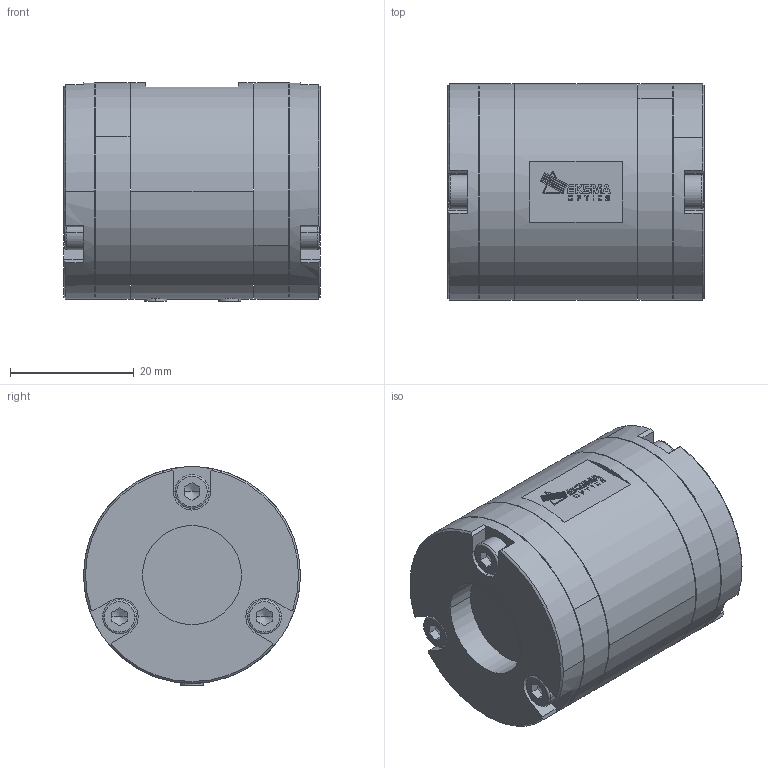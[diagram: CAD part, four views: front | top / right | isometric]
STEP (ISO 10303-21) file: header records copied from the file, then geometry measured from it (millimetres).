
FILE_DESCRIPTION (( 'STEP AP214' ), '1' );
FILE_NAME ('PC12SR.12.00.00.INFO.STEP', '2012-09-27T11:58:40', ( 'Almantas' ), ( '' ), 'SwSTEP 2.0', 'SolidWorks 2012', '' );
FILE_SCHEMA (( 'AUTOMOTIVE_DESIGN' ));
Length unit declared in the file: millimetre
Products named in the file (1): PC12SR.12.00.00.INFO
Bounding box: 41.4 x 35 x 35.3 mm (x, y, z)
Surface area: 8841.4 mm2 (no closed solid volume)
Topology: 0 solids, 19 shells, 307 faces, 911 edges, 629 vertices
Faces by surface type: plane 211, cylinder 64, cone 20, torus 12
Entity records: 13578 total; most frequent: CARTESIAN_POINT 2080, DIRECTION 1670, ORIENTED_EDGE 1576, EDGE_CURVE 899, VERTEX_POINT 629, LINE 616, VECTOR 616, AXIS2_PLACEMENT_3D 527
